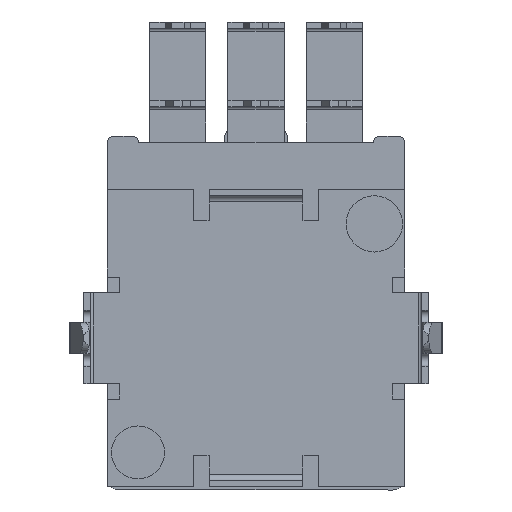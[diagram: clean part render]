
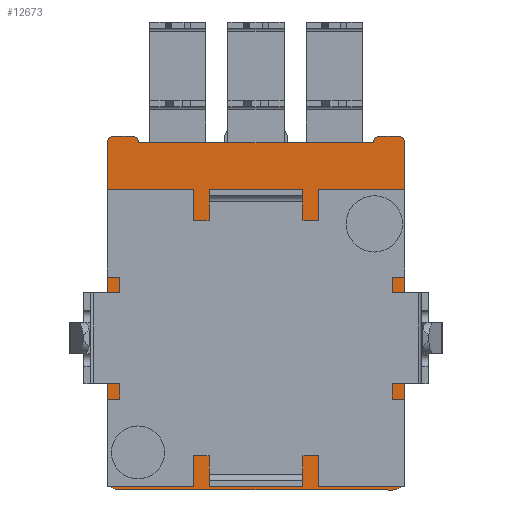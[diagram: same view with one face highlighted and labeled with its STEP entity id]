
A CAD part, front view. The second image highlights one B-rep face of the part: STEP entity #12673.
In plain terms, the highlighted planar face has unit normal (0, -1, 0).
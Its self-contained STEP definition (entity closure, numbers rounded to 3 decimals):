
#128 = LINE ( 'NONE', #16582, #7662 ) ;
#174 = DIRECTION ( 'NONE',  ( 0., -1., 0. ) ) ;
#251 = VERTEX_POINT ( 'NONE', #11749 ) ;
#284 = PLANE ( 'NONE',  #5009 ) ;
#456 = DIRECTION ( 'NONE',  ( 0., 0., 1. ) ) ;
#532 = LINE ( 'NONE', #16270, #5972 ) ;
#688 = EDGE_CURVE ( 'NONE', #12970, #5843, #9606, .T. ) ;
#939 = DIRECTION ( 'NONE',  ( 0., -1., 0. ) ) ;
#951 = CIRCLE ( 'NONE', #6002, 0.2 ) ;
#1317 = CIRCLE ( 'NONE', #16296, 0.2 ) ;
#1369 = DIRECTION ( 'NONE',  ( 1., 0., 0. ) ) ;
#1370 = EDGE_CURVE ( 'NONE', #10397, #11824, #532, .T. ) ;
#1478 = CARTESIAN_POINT ( 'NONE',  ( 4.75, -7.15, 5.55 ) ) ;
#1808 = DIRECTION ( 'NONE',  ( 0., -1., 0. ) ) ;
#1890 = LINE ( 'NONE', #5791, #5023 ) ;
#2101 = AXIS2_PLACEMENT_3D ( 'NONE', #13934, #16399, #9764 ) ;
#2181 = EDGE_CURVE ( 'NONE', #10397, #15748, #2386, .T. ) ;
#2182 = CARTESIAN_POINT ( 'NONE',  ( -4.35, -7.15, -5.55 ) ) ;
#2184 = DIRECTION ( 'NONE',  ( 0., 0., -1. ) ) ;
#2293 = CARTESIAN_POINT ( 'NONE',  ( 4.75, -7.15, -5.55 ) ) ;
#2386 = CIRCLE ( 'NONE', #2101, 0.4 ) ;
#2489 = CARTESIAN_POINT ( 'NONE',  ( -4.55, -7.15, 5.55 ) ) ;
#2853 = DIRECTION ( 'NONE',  ( 1., 0., 0. ) ) ;
#2993 = EDGE_CURVE ( 'NONE', #15057, #9373, #14641, .T. ) ;
#3124 = CARTESIAN_POINT ( 'NONE',  ( -4.75, -7.15, 5.55 ) ) ;
#3292 = VECTOR ( 'NONE', #1369, 1000. ) ;
#3547 = VECTOR ( 'NONE', #2853, 1000. ) ;
#3592 = AXIS2_PLACEMENT_3D ( 'NONE', #9605, #174, #4189 ) ;
#3706 = LINE ( 'NONE', #1478, #3292 ) ;
#3884 = ORIENTED_EDGE ( 'NONE', *, *, #13747, .F. ) ;
#4141 = ORIENTED_EDGE ( 'NONE', *, *, #11030, .T. ) ;
#4189 = DIRECTION ( 'NONE',  ( 0., 0., 1. ) ) ;
#4923 = CARTESIAN_POINT ( 'NONE',  ( 4.55, -7.15, 5.55 ) ) ;
#5009 = AXIS2_PLACEMENT_3D ( 'NONE', #16517, #1808, #456 ) ;
#5023 = VECTOR ( 'NONE', #11187, 1000. ) ;
#5048 = VERTEX_POINT ( 'NONE', #11742 ) ;
#5791 = CARTESIAN_POINT ( 'NONE',  ( 4.75, -7.15, 5.75 ) ) ;
#5843 = VERTEX_POINT ( 'NONE', #12413 ) ;
#5972 = VECTOR ( 'NONE', #8285, 1000. ) ;
#6002 = AXIS2_PLACEMENT_3D ( 'NONE', #4923, #939, #10220 ) ;
#6087 = EDGE_CURVE ( 'NONE', #13749, #5843, #6709, .T. ) ;
#6709 = LINE ( 'NONE', #2293, #9034 ) ;
#6761 = DIRECTION ( 'NONE',  ( 0., 0., 1. ) ) ;
#6916 = EDGE_CURVE ( 'NONE', #7256, #8243, #11869, .T. ) ;
#7256 = VERTEX_POINT ( 'NONE', #9533 ) ;
#7657 = CARTESIAN_POINT ( 'NONE',  ( -3.95, -7.15, 5.75 ) ) ;
#7662 = VECTOR ( 'NONE', #14108, 1000. ) ;
#7804 = ORIENTED_EDGE ( 'NONE', *, *, #11151, .F. ) ;
#8243 = VERTEX_POINT ( 'NONE', #15227 ) ;
#8285 = DIRECTION ( 'NONE',  ( 0., 0., 1. ) ) ;
#8739 = EDGE_CURVE ( 'NONE', #7256, #251, #1890, .T. ) ;
#8998 = DIRECTION ( 'NONE',  ( 0., -1., 0. ) ) ;
#9034 = VECTOR ( 'NONE', #2184, 1000. ) ;
#9248 = CARTESIAN_POINT ( 'NONE',  ( -3.95, -7.15, 5.55 ) ) ;
#9373 = VERTEX_POINT ( 'NONE', #7657 ) ;
#9502 = CARTESIAN_POINT ( 'NONE',  ( 4.35, -7.15, -5.55 ) ) ;
#9533 = CARTESIAN_POINT ( 'NONE',  ( 3.95, -7.15, 5.75 ) ) ;
#9583 = CARTESIAN_POINT ( 'NONE',  ( 3.95, -7.15, 5.55 ) ) ;
#9605 = CARTESIAN_POINT ( 'NONE',  ( 4.35, -7.15, -5.15 ) ) ;
#9606 = CIRCLE ( 'NONE', #3592, 0.4 ) ;
#9764 = DIRECTION ( 'NONE',  ( 0., 0., 1. ) ) ;
#9923 = CARTESIAN_POINT ( 'NONE',  ( -4.55, -7.15, 5.75 ) ) ;
#10220 = DIRECTION ( 'NONE',  ( 0., 0., 1. ) ) ;
#10309 = ORIENTED_EDGE ( 'NONE', *, *, #6087, .F. ) ;
#10397 = VERTEX_POINT ( 'NONE', #15799 ) ;
#10651 = DIRECTION ( 'NONE',  ( 0., 0., 1. ) ) ;
#10703 = ORIENTED_EDGE ( 'NONE', *, *, #2993, .F. ) ;
#11030 = EDGE_CURVE ( 'NONE', #15057, #11824, #14016, .T. ) ;
#11151 = EDGE_CURVE ( 'NONE', #5048, #8243, #3706, .T. ) ;
#11187 = DIRECTION ( 'NONE',  ( 1., 0., 0. ) ) ;
#11451 = EDGE_CURVE ( 'NONE', #13749, #251, #951, .T. ) ;
#11485 = AXIS2_PLACEMENT_3D ( 'NONE', #9583, #13552, #6761 ) ;
#11613 = ORIENTED_EDGE ( 'NONE', *, *, #2181, .T. ) ;
#11742 = CARTESIAN_POINT ( 'NONE',  ( -3.75, -7.15, 5.55 ) ) ;
#11749 = CARTESIAN_POINT ( 'NONE',  ( 4.55, -7.15, 5.75 ) ) ;
#11824 = VERTEX_POINT ( 'NONE', #3124 ) ;
#11869 = CIRCLE ( 'NONE', #11485, 0.2 ) ;
#12067 = FACE_OUTER_BOUND ( 'NONE', #15288, .T. ) ;
#12114 = DIRECTION ( 'NONE',  ( 0., -1., 0. ) ) ;
#12134 = EDGE_CURVE ( 'NONE', #5048, #9373, #1317, .T. ) ;
#12413 = CARTESIAN_POINT ( 'NONE',  ( 4.75, -7.15, -5.15 ) ) ;
#12646 = ORIENTED_EDGE ( 'NONE', *, *, #12134, .T. ) ;
#12673 = ADVANCED_FACE ( 'NONE', ( #12067 ), #284, .T. ) ;
#12970 = VERTEX_POINT ( 'NONE', #9502 ) ;
#13552 = DIRECTION ( 'NONE',  ( 0., -1., 0. ) ) ;
#13598 = ORIENTED_EDGE ( 'NONE', *, *, #688, .T. ) ;
#13737 = CARTESIAN_POINT ( 'NONE',  ( -4.75, -7.15, 5.75 ) ) ;
#13747 = EDGE_CURVE ( 'NONE', #12970, #15748, #128, .T. ) ;
#13749 = VERTEX_POINT ( 'NONE', #16637 ) ;
#13934 = CARTESIAN_POINT ( 'NONE',  ( -4.35, -7.15, -5.15 ) ) ;
#14016 = CIRCLE ( 'NONE', #15701, 0.2 ) ;
#14108 = DIRECTION ( 'NONE',  ( -1., 0., 0. ) ) ;
#14473 = ORIENTED_EDGE ( 'NONE', *, *, #8739, .F. ) ;
#14478 = ORIENTED_EDGE ( 'NONE', *, *, #11451, .T. ) ;
#14596 = DIRECTION ( 'NONE',  ( 0., 0., 1. ) ) ;
#14641 = LINE ( 'NONE', #13737, #3547 ) ;
#15057 = VERTEX_POINT ( 'NONE', #9923 ) ;
#15227 = CARTESIAN_POINT ( 'NONE',  ( 3.75, -7.15, 5.55 ) ) ;
#15288 = EDGE_LOOP ( 'NONE', ( #3884, #13598, #10309, #14478, #14473, #15394, #7804, #12646, #10703, #4141, #17249, #11613 ) ) ;
#15394 = ORIENTED_EDGE ( 'NONE', *, *, #6916, .T. ) ;
#15701 = AXIS2_PLACEMENT_3D ( 'NONE', #2489, #8998, #14596 ) ;
#15748 = VERTEX_POINT ( 'NONE', #2182 ) ;
#15799 = CARTESIAN_POINT ( 'NONE',  ( -4.75, -7.15, -5.15 ) ) ;
#16270 = CARTESIAN_POINT ( 'NONE',  ( -4.75, -7.15, -5.55 ) ) ;
#16296 = AXIS2_PLACEMENT_3D ( 'NONE', #9248, #12114, #10651 ) ;
#16399 = DIRECTION ( 'NONE',  ( 0., -1., 0. ) ) ;
#16517 = CARTESIAN_POINT ( 'NONE',  ( 0., -7.15, 0. ) ) ;
#16582 = CARTESIAN_POINT ( 'NONE',  ( 4.75, -7.15, -5.55 ) ) ;
#16637 = CARTESIAN_POINT ( 'NONE',  ( 4.75, -7.15, 5.55 ) ) ;
#17249 = ORIENTED_EDGE ( 'NONE', *, *, #1370, .F. ) ;
